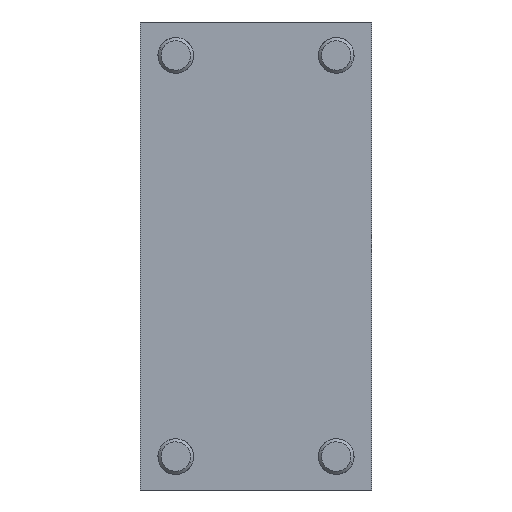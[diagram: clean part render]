
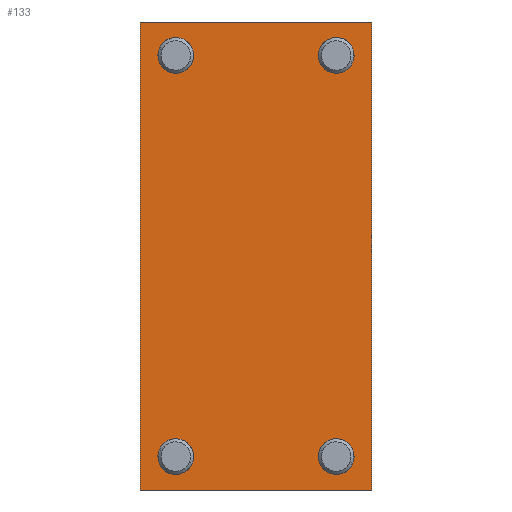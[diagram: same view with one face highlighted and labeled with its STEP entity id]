
A CAD part, front view. The second image highlights one B-rep face of the part: STEP entity #133.
In plain terms, the highlighted planar face has unit normal (0, -1, 0).
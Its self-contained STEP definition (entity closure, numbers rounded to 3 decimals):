
#133=ADVANCED_FACE('',(#264,#265,#266,#267,#268),#269,.T.);
#264=FACE_OUTER_BOUND('',#492,.T.);
#265=FACE_BOUND('',#493,.T.);
#266=FACE_BOUND('',#494,.T.);
#267=FACE_BOUND('',#495,.T.);
#268=FACE_BOUND('',#496,.T.);
#269=PLANE('',#497);
#492=EDGE_LOOP('',(#818,#819,#820,#821));
#493=EDGE_LOOP('',(#822,#823));
#494=EDGE_LOOP('',(#824,#825));
#495=EDGE_LOOP('',(#826,#827));
#496=EDGE_LOOP('',(#828,#829));
#497=AXIS2_PLACEMENT_3D('',#830,#831,#832);
#818=ORIENTED_EDGE('',*,*,#1504,.T.);
#819=ORIENTED_EDGE('',*,*,#1505,.T.);
#820=ORIENTED_EDGE('',*,*,#1506,.T.);
#821=ORIENTED_EDGE('',*,*,#1507,.T.);
#822=ORIENTED_EDGE('',*,*,#1492,.F.);
#823=ORIENTED_EDGE('',*,*,#1508,.F.);
#824=ORIENTED_EDGE('',*,*,#1500,.F.);
#825=ORIENTED_EDGE('',*,*,#1509,.F.);
#826=ORIENTED_EDGE('',*,*,#1496,.F.);
#827=ORIENTED_EDGE('',*,*,#1510,.F.);
#828=ORIENTED_EDGE('',*,*,#1488,.F.);
#829=ORIENTED_EDGE('',*,*,#1511,.F.);
#830=CARTESIAN_POINT('',(-33.774,-18.262,-54.674));
#831=DIRECTION('',(0.,-1.0,0.));
#832=DIRECTION('',(1.0,0.,0.));
#1488=EDGE_CURVE('',#1744,#1745,#1746,.T.);
#1492=EDGE_CURVE('',#1752,#1753,#1754,.T.);
#1496=EDGE_CURVE('',#1760,#1761,#1762,.T.);
#1500=EDGE_CURVE('',#1768,#1769,#1770,.T.);
#1504=EDGE_CURVE('',#1776,#1777,#1778,.T.);
#1505=EDGE_CURVE('',#1777,#1779,#1780,.T.);
#1506=EDGE_CURVE('',#1779,#1781,#1782,.T.);
#1507=EDGE_CURVE('',#1781,#1776,#1783,.T.);
#1508=EDGE_CURVE('',#1753,#1752,#1784,.T.);
#1509=EDGE_CURVE('',#1769,#1768,#1785,.T.);
#1510=EDGE_CURVE('',#1761,#1760,#1786,.T.);
#1511=EDGE_CURVE('',#1745,#1744,#1787,.T.);
#1744=VERTEX_POINT('',#2140);
#1745=VERTEX_POINT('',#2141);
#1746=CIRCLE('',#2142,4.0);
#1752=VERTEX_POINT('',#2150);
#1753=VERTEX_POINT('',#2151);
#1754=CIRCLE('',#2152,4.0);
#1760=VERTEX_POINT('',#2160);
#1761=VERTEX_POINT('',#2161);
#1762=CIRCLE('',#2162,4.0);
#1768=VERTEX_POINT('',#2170);
#1769=VERTEX_POINT('',#2171);
#1770=CIRCLE('',#2172,4.0);
#1776=VERTEX_POINT('',#2180);
#1777=VERTEX_POINT('',#2181);
#1778=LINE('',#2182,#2183);
#1779=VERTEX_POINT('',#2184);
#1780=LINE('',#2185,#2186);
#1781=VERTEX_POINT('',#2187);
#1782=LINE('',#2188,#2189);
#1783=LINE('',#2190,#2191);
#1784=CIRCLE('',#2192,4.0);
#1785=CIRCLE('',#2193,4.0);
#1786=CIRCLE('',#2194,4.0);
#1787=CIRCLE('',#2195,4.0);
#2140=CARTESIAN_POINT('',(10.226,-18.262,46.826));
#2141=CARTESIAN_POINT('',(10.226,-18.262,38.826));
#2142=AXIS2_PLACEMENT_3D('',#2880,#2881,#2882);
#2150=CARTESIAN_POINT('',(10.226,-18.262,-43.174));
#2151=CARTESIAN_POINT('',(10.226,-18.262,-51.174));
#2152=AXIS2_PLACEMENT_3D('',#2888,#2889,#2890);
#2160=CARTESIAN_POINT('',(-25.774,-18.262,-43.174));
#2161=CARTESIAN_POINT('',(-25.774,-18.262,-51.174));
#2162=AXIS2_PLACEMENT_3D('',#2896,#2897,#2898);
#2170=CARTESIAN_POINT('',(-25.774,-18.262,46.826));
#2171=CARTESIAN_POINT('',(-25.774,-18.262,38.826));
#2172=AXIS2_PLACEMENT_3D('',#2904,#2905,#2906);
#2180=CARTESIAN_POINT('',(-33.774,-18.262,50.326));
#2181=CARTESIAN_POINT('',(-33.774,-18.262,-54.674));
#2182=CARTESIAN_POINT('',(-33.774,-18.262,50.326));
#2183=VECTOR('',#2912,1000.0);
#2184=CARTESIAN_POINT('',(18.226,-18.262,-54.674));
#2185=CARTESIAN_POINT('',(-33.774,-18.262,-54.674));
#2186=VECTOR('',#2913,1000.0);
#2187=CARTESIAN_POINT('',(18.226,-18.262,50.326));
#2188=CARTESIAN_POINT('',(18.226,-18.262,50.326));
#2189=VECTOR('',#2914,1000.0);
#2190=CARTESIAN_POINT('',(-33.774,-18.262,50.326));
#2191=VECTOR('',#2915,1000.0);
#2192=AXIS2_PLACEMENT_3D('',#2916,#2917,#2918);
#2193=AXIS2_PLACEMENT_3D('',#2919,#2920,#2921);
#2194=AXIS2_PLACEMENT_3D('',#2922,#2923,#2924);
#2195=AXIS2_PLACEMENT_3D('',#2925,#2926,#2927);
#2880=CARTESIAN_POINT('',(10.226,-18.262,42.826));
#2881=DIRECTION('',(0.,-1.0,0.));
#2882=DIRECTION('',(0.,0.,-1.0));
#2888=CARTESIAN_POINT('',(10.226,-18.262,-47.174));
#2889=DIRECTION('',(0.,-1.0,0.));
#2890=DIRECTION('',(0.,0.,-1.0));
#2896=CARTESIAN_POINT('',(-25.774,-18.262,-47.174));
#2897=DIRECTION('',(0.,-1.0,0.));
#2898=DIRECTION('',(0.,0.,-1.0));
#2904=CARTESIAN_POINT('',(-25.774,-18.262,42.826));
#2905=DIRECTION('',(0.,-1.0,0.));
#2906=DIRECTION('',(0.,0.,-1.0));
#2912=DIRECTION('',(0.,0.,-1.0));
#2913=DIRECTION('',(1.0,0.,0.));
#2914=DIRECTION('',(0.,0.,1.0));
#2915=DIRECTION('',(-1.0,0.,0.));
#2916=CARTESIAN_POINT('',(10.226,-18.262,-47.174));
#2917=DIRECTION('',(0.,-1.0,0.));
#2918=DIRECTION('',(0.,0.,-1.0));
#2919=CARTESIAN_POINT('',(-25.774,-18.262,42.826));
#2920=DIRECTION('',(0.,-1.0,0.));
#2921=DIRECTION('',(0.,0.,-1.0));
#2922=CARTESIAN_POINT('',(-25.774,-18.262,-47.174));
#2923=DIRECTION('',(0.,-1.0,0.));
#2924=DIRECTION('',(0.,0.,-1.0));
#2925=CARTESIAN_POINT('',(10.226,-18.262,42.826));
#2926=DIRECTION('',(0.,-1.0,0.));
#2927=DIRECTION('',(0.,0.,-1.0));
